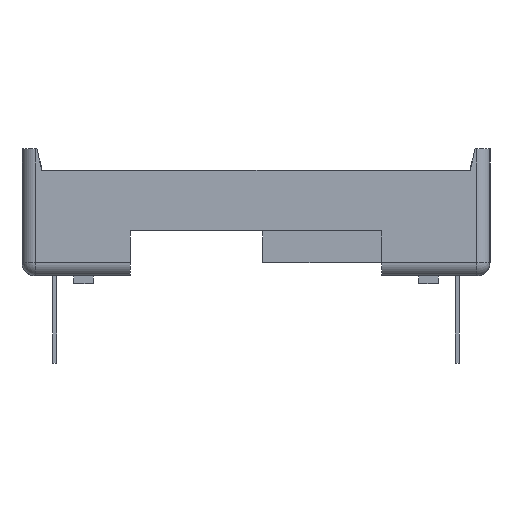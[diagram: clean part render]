
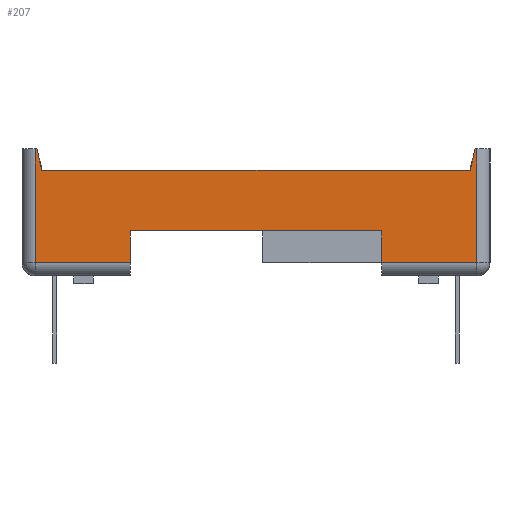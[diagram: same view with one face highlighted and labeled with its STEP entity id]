
A CAD part, left-side view. The second image highlights one B-rep face of the part: STEP entity #207.
In plain terms, the highlighted planar face has unit normal (-1, 0, 0).
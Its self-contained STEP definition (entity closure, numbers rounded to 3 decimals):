
#63 = EDGE_CURVE('',#64,#66,#68,.T.);
#64 = VERTEX_POINT('',#65);
#65 = CARTESIAN_POINT('',(-25.4,8.35,0.));
#66 = VERTEX_POINT('',#67);
#67 = CARTESIAN_POINT('',(-25.4,8.29,0.));
#68 = LINE('',#69,#70);
#69 = CARTESIAN_POINT('',(-25.4,8.35,0.));
#70 = VECTOR('',#71,1.);
#71 = DIRECTION('',(0.,-1.,0.));
#149 = VERTEX_POINT('',#150);
#150 = CARTESIAN_POINT('',(-25.4,-8.29,0.));
#156 = EDGE_CURVE('',#149,#157,#159,.T.);
#157 = VERTEX_POINT('',#158);
#158 = CARTESIAN_POINT('',(-25.4,-8.35,0.));
#159 = LINE('',#160,#161);
#160 = CARTESIAN_POINT('',(-25.4,-8.29,0.));
#161 = VECTOR('',#162,1.);
#162 = DIRECTION('',(0.,-1.,0.));
#188 = VERTEX_POINT('',#189);
#189 = CARTESIAN_POINT('',(-25.4,8.35,-4.3));
#196 = EDGE_CURVE('',#64,#188,#197,.T.);
#197 = LINE('',#198,#199);
#198 = CARTESIAN_POINT('',(-25.4,8.35,0.));
#199 = VECTOR('',#200,1.);
#200 = DIRECTION('',(0.,0.,-1.));
#207 = ADVANCED_FACE('',(#208),#281,.T.);
#208 = FACE_BOUND('',#209,.T.);
#209 = EDGE_LOOP('',(#210,#218,#226,#234,#242,#250,#256,#257,#265,#273,
    #279,#280));
#210 = ORIENTED_EDGE('',*,*,#211,.F.);
#211 = EDGE_CURVE('',#212,#188,#214,.T.);
#212 = VERTEX_POINT('',#213);
#213 = CARTESIAN_POINT('',(-25.4,4.75,-4.3));
#214 = LINE('',#215,#216);
#215 = CARTESIAN_POINT('',(-25.4,4.75,-4.3));
#216 = VECTOR('',#217,1.);
#217 = DIRECTION('',(0.,1.,0.));
#218 = ORIENTED_EDGE('',*,*,#219,.T.);
#219 = EDGE_CURVE('',#212,#220,#222,.T.);
#220 = VERTEX_POINT('',#221);
#221 = CARTESIAN_POINT('',(-25.4,4.75,-3.1));
#222 = LINE('',#223,#224);
#223 = CARTESIAN_POINT('',(-25.4,4.75,-4.3));
#224 = VECTOR('',#225,1.);
#225 = DIRECTION('',(0.,0.,1.));
#226 = ORIENTED_EDGE('',*,*,#227,.T.);
#227 = EDGE_CURVE('',#220,#228,#230,.T.);
#228 = VERTEX_POINT('',#229);
#229 = CARTESIAN_POINT('',(-25.4,-4.75,-3.1));
#230 = LINE('',#231,#232);
#231 = CARTESIAN_POINT('',(-25.4,4.75,-3.1));
#232 = VECTOR('',#233,1.);
#233 = DIRECTION('',(0.,-1.,0.));
#234 = ORIENTED_EDGE('',*,*,#235,.F.);
#235 = EDGE_CURVE('',#236,#228,#238,.T.);
#236 = VERTEX_POINT('',#237);
#237 = CARTESIAN_POINT('',(-25.4,-4.75,-4.3));
#238 = LINE('',#239,#240);
#239 = CARTESIAN_POINT('',(-25.4,-4.75,-4.3));
#240 = VECTOR('',#241,1.);
#241 = DIRECTION('',(0.,0.,1.));
#242 = ORIENTED_EDGE('',*,*,#243,.F.);
#243 = EDGE_CURVE('',#244,#236,#246,.T.);
#244 = VERTEX_POINT('',#245);
#245 = CARTESIAN_POINT('',(-25.4,-8.35,-4.3));
#246 = LINE('',#247,#248);
#247 = CARTESIAN_POINT('',(-25.4,-8.35,-4.3));
#248 = VECTOR('',#249,1.);
#249 = DIRECTION('',(0.,1.,0.));
#250 = ORIENTED_EDGE('',*,*,#251,.F.);
#251 = EDGE_CURVE('',#157,#244,#252,.T.);
#252 = LINE('',#253,#254);
#253 = CARTESIAN_POINT('',(-25.4,-8.35,0.));
#254 = VECTOR('',#255,1.);
#255 = DIRECTION('',(0.,0.,-1.));
#256 = ORIENTED_EDGE('',*,*,#156,.F.);
#257 = ORIENTED_EDGE('',*,*,#258,.T.);
#258 = EDGE_CURVE('',#149,#259,#261,.T.);
#259 = VERTEX_POINT('',#260);
#260 = CARTESIAN_POINT('',(-25.4,-8.1,-0.8));
#261 = LINE('',#262,#263);
#262 = CARTESIAN_POINT('',(-25.4,-8.29,0.));
#263 = VECTOR('',#264,1.);
#264 = DIRECTION('',(0.,0.231,-0.973));
#265 = ORIENTED_EDGE('',*,*,#266,.T.);
#266 = EDGE_CURVE('',#259,#267,#269,.T.);
#267 = VERTEX_POINT('',#268);
#268 = CARTESIAN_POINT('',(-25.4,8.1,-0.8));
#269 = LINE('',#270,#271);
#270 = CARTESIAN_POINT('',(-25.4,-8.1,-0.8));
#271 = VECTOR('',#272,1.);
#272 = DIRECTION('',(0.,1.,0.));
#273 = ORIENTED_EDGE('',*,*,#274,.T.);
#274 = EDGE_CURVE('',#267,#66,#275,.T.);
#275 = LINE('',#276,#277);
#276 = CARTESIAN_POINT('',(-25.4,8.1,-0.8));
#277 = VECTOR('',#278,1.);
#278 = DIRECTION('',(0.,0.231,0.973));
#279 = ORIENTED_EDGE('',*,*,#63,.F.);
#280 = ORIENTED_EDGE('',*,*,#196,.T.);
#281 = PLANE('',#282);
#282 = AXIS2_PLACEMENT_3D('',#283,#284,#285);
#283 = CARTESIAN_POINT('',(-25.4,8.85,0.));
#284 = DIRECTION('',(-1.,0.,0.));
#285 = DIRECTION('',(0.,0.,1.));
